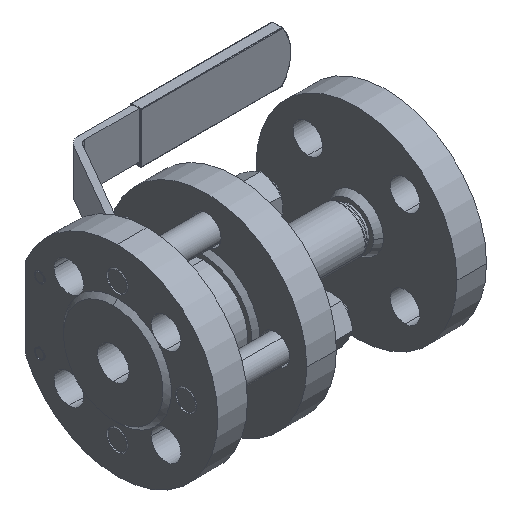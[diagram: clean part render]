
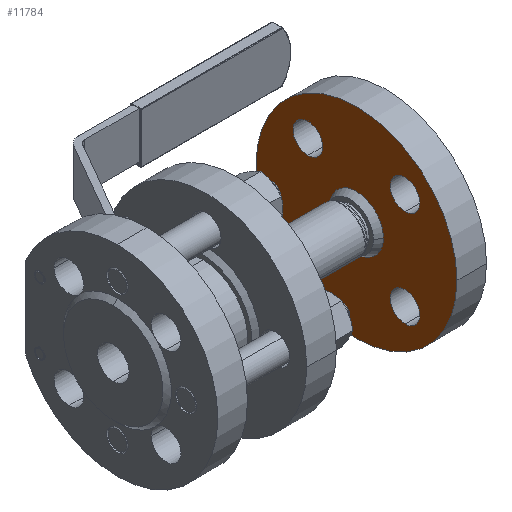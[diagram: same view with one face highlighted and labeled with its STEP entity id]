
A CAD part, isometric view. The second image highlights one B-rep face of the part: STEP entity #11784.
In plain terms, the highlighted planar face has unit normal (-1, 0, 0).
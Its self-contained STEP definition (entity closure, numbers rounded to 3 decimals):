
#4561=CARTESIAN_POINT('',(86.25,-12.732,0.));
#4562=VERTEX_POINT('',#4561);
#4571=CARTESIAN_POINT('',(86.25,12.732,0.));
#4572=VERTEX_POINT('',#4571);
#4573=CARTESIAN_POINT('',(86.25,0.,0.));
#4574=DIRECTION('',(-1.0,0.0,0.0));
#4575=DIRECTION('',(0.0,-1.0,0.0));
#4576=AXIS2_PLACEMENT_3D('',#4573,#4574,#4575);
#4577=CIRCLE('',#4576,12.732);
#4578=EDGE_CURVE('',#4562,#4572,#4577,.T.);
#4605=CARTESIAN_POINT('',(86.25,-47.5,0.));
#4606=VERTEX_POINT('',#4605);
#4622=CARTESIAN_POINT('',(86.25,47.5,0.));
#4623=VERTEX_POINT('',#4622);
#4630=CARTESIAN_POINT('',(86.25,0.,0.));
#4631=DIRECTION('',(-1.0,0.0,0.0));
#4632=DIRECTION('',(0.0,-1.0,0.0));
#4633=AXIS2_PLACEMENT_3D('',#4630,#4631,#4632);
#4634=CIRCLE('',#4633,47.5);
#4635=EDGE_CURVE('',#4606,#4623,#4634,.T.);
#4728=CARTESIAN_POINT('',(86.25,22.981,-15.981));
#4729=VERTEX_POINT('',#4728);
#4754=CARTESIAN_POINT('',(86.25,22.981,-29.981));
#4755=VERTEX_POINT('',#4754);
#4762=CARTESIAN_POINT('',(86.25,22.981,-22.981));
#4763=DIRECTION('',(1.0,0.0,0.0));
#4764=DIRECTION('',(0.0,0.0,1.0));
#4765=AXIS2_PLACEMENT_3D('',#4762,#4763,#4764);
#4766=CIRCLE('',#4765,7.);
#4767=EDGE_CURVE('',#4729,#4755,#4766,.T.);
#4800=CARTESIAN_POINT('',(86.25,-22.981,29.981));
#4801=VERTEX_POINT('',#4800);
#4817=CARTESIAN_POINT('',(86.25,-22.981,15.981));
#4818=VERTEX_POINT('',#4817);
#4825=CARTESIAN_POINT('',(86.25,-22.981,22.981));
#4826=DIRECTION('',(1.0,0.0,0.0));
#4827=DIRECTION('',(0.0,0.0,1.0));
#4828=AXIS2_PLACEMENT_3D('',#4825,#4826,#4827);
#4829=CIRCLE('',#4828,7.);
#4830=EDGE_CURVE('',#4801,#4818,#4829,.T.);
#4863=CARTESIAN_POINT('',(86.25,-22.981,-15.981));
#4864=VERTEX_POINT('',#4863);
#4880=CARTESIAN_POINT('',(86.25,-22.981,-29.981));
#4881=VERTEX_POINT('',#4880);
#4888=CARTESIAN_POINT('',(86.25,-22.981,-22.981));
#4889=DIRECTION('',(1.0,0.0,0.0));
#4890=DIRECTION('',(0.0,0.0,1.0));
#4891=AXIS2_PLACEMENT_3D('',#4888,#4889,#4890);
#4892=CIRCLE('',#4891,7.);
#4893=EDGE_CURVE('',#4864,#4881,#4892,.T.);
#4926=CARTESIAN_POINT('',(86.25,22.981,29.981));
#4927=VERTEX_POINT('',#4926);
#4950=CARTESIAN_POINT('',(86.25,22.981,15.981));
#4951=VERTEX_POINT('',#4950);
#4958=CARTESIAN_POINT('',(86.25,22.981,22.981));
#4959=DIRECTION('',(1.0,0.0,0.0));
#4960=DIRECTION('',(0.0,0.0,1.0));
#4961=AXIS2_PLACEMENT_3D('',#4958,#4959,#4960);
#4962=CIRCLE('',#4961,7.);
#4963=EDGE_CURVE('',#4927,#4951,#4962,.T.);
#11488=CARTESIAN_POINT('',(86.25,22.981,22.981));
#11489=DIRECTION('',(1.0,0.0,0.0));
#11490=DIRECTION('',(0.0,0.0,1.0));
#11491=AXIS2_PLACEMENT_3D('',#11488,#11489,#11490);
#11492=CIRCLE('',#11491,7.);
#11493=EDGE_CURVE('',#4951,#4927,#11492,.T.);
#11533=CARTESIAN_POINT('',(86.25,-22.981,-22.981));
#11534=DIRECTION('',(1.0,0.0,0.0));
#11535=DIRECTION('',(0.0,0.0,1.0));
#11536=AXIS2_PLACEMENT_3D('',#11533,#11534,#11535);
#11537=CIRCLE('',#11536,7.);
#11538=EDGE_CURVE('',#4881,#4864,#11537,.T.);
#11587=CARTESIAN_POINT('',(86.25,-22.981,22.981));
#11588=DIRECTION('',(1.0,0.0,0.0));
#11589=DIRECTION('',(0.0,0.0,1.0));
#11590=AXIS2_PLACEMENT_3D('',#11587,#11588,#11589);
#11591=CIRCLE('',#11590,7.);
#11592=EDGE_CURVE('',#4818,#4801,#11591,.T.);
#11639=CARTESIAN_POINT('',(86.25,22.981,-22.981));
#11640=DIRECTION('',(1.0,0.0,0.0));
#11641=DIRECTION('',(0.0,0.0,1.0));
#11642=AXIS2_PLACEMENT_3D('',#11639,#11640,#11641);
#11643=CIRCLE('',#11642,7.);
#11644=EDGE_CURVE('',#4755,#4729,#11643,.T.);
#11737=CARTESIAN_POINT('',(86.25,0.,0.));
#11738=DIRECTION('',(-1.0,0.0,0.0));
#11739=DIRECTION('',(0.0,-1.0,0.0));
#11740=AXIS2_PLACEMENT_3D('',#11737,#11738,#11739);
#11741=CIRCLE('',#11740,47.5);
#11742=EDGE_CURVE('',#4623,#4606,#11741,.T.);
#11749=CARTESIAN_POINT('',(86.25,-30.116,0.));
#11750=DIRECTION('',(-1.0,0.0,0.0));
#11751=DIRECTION('',(0.0,0.0,-1.0));
#11752=AXIS2_PLACEMENT_3D('',#11749,#11750,#11751);
#11753=PLANE('',#11752);
#11754=ORIENTED_EDGE('',*,*,#4635,.T.);
#11755=ORIENTED_EDGE('',*,*,#11742,.T.);
#11756=EDGE_LOOP('',(#11754,#11755));
#11757=FACE_OUTER_BOUND('',#11756,.T.);
#11758=ORIENTED_EDGE('',*,*,#4963,.T.);
#11759=ORIENTED_EDGE('',*,*,#11493,.T.);
#11760=EDGE_LOOP('',(#11758,#11759));
#11761=FACE_BOUND('',#11760,.T.);
#11762=ORIENTED_EDGE('',*,*,#4893,.T.);
#11763=ORIENTED_EDGE('',*,*,#11538,.T.);
#11764=EDGE_LOOP('',(#11762,#11763));
#11765=FACE_BOUND('',#11764,.T.);
#11766=ORIENTED_EDGE('',*,*,#4830,.T.);
#11767=ORIENTED_EDGE('',*,*,#11592,.T.);
#11768=EDGE_LOOP('',(#11766,#11767));
#11769=FACE_BOUND('',#11768,.T.);
#11770=ORIENTED_EDGE('',*,*,#4767,.T.);
#11771=ORIENTED_EDGE('',*,*,#11644,.T.);
#11772=EDGE_LOOP('',(#11770,#11771));
#11773=FACE_BOUND('',#11772,.T.);
#11774=ORIENTED_EDGE('',*,*,#4578,.F.);
#11775=CARTESIAN_POINT('',(86.25,0.,0.));
#11776=DIRECTION('',(-1.0,0.0,0.0));
#11777=DIRECTION('',(0.0,-1.0,0.0));
#11778=AXIS2_PLACEMENT_3D('',#11775,#11776,#11777);
#11779=CIRCLE('',#11778,12.732);
#11780=EDGE_CURVE('',#4572,#4562,#11779,.T.);
#11781=ORIENTED_EDGE('',*,*,#11780,.F.);
#11782=EDGE_LOOP('',(#11774,#11781));
#11783=FACE_BOUND('',#11782,.T.);
#11784=ADVANCED_FACE('',(#11757,#11761,#11765,#11769,#11773,#11783),#11753,.T.);
